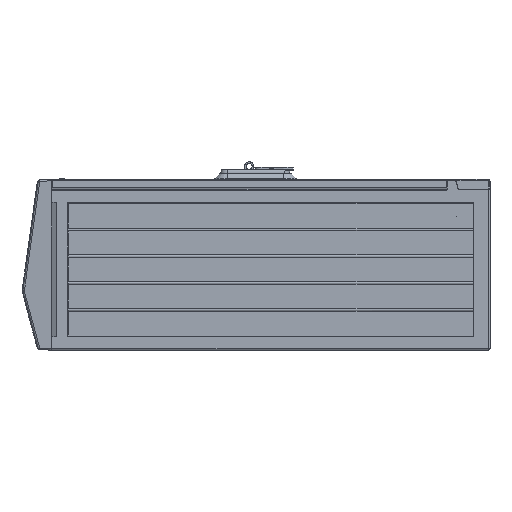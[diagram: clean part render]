
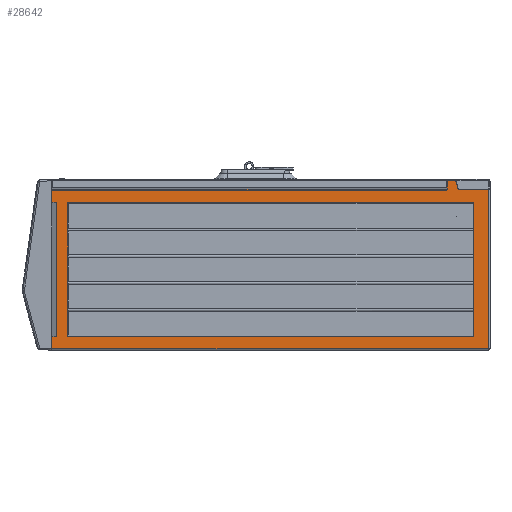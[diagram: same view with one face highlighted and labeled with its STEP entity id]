
A CAD part, left-side view. The second image highlights one B-rep face of the part: STEP entity #28642.
In plain terms, the highlighted planar face has unit normal (-1, 0, 0).
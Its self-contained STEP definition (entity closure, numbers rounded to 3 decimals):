
#13260=DIRECTION('',(0.,-1.,0.));
#13261=VECTOR('',#13260,54.741);
#13262=CARTESIAN_POINT('',(-30.,57.741,141.5));
#13263=LINE('',#13262,#13261);
#13282=DIRECTION('',(0.,0.259,0.966));
#13283=VECTOR('',#13282,13.745);
#13284=CARTESIAN_POINT('',(-30.,60.639,143.724));
#13285=LINE('',#13284,#13283);
#13289=CARTESIAN_POINT('',(-30.,57.741,144.5));
#13290=DIRECTION('',(1.,0.,0.));
#13291=DIRECTION('',(0.,0.,-1.));
#13292=AXIS2_PLACEMENT_3D('',#13289,#13290,#13291);
#13297=DIRECTION('',(0.,0.,-1.));
#13298=VECTOR('',#13297,22.);
#13299=CARTESIAN_POINT('',(-30.,820.,-135.));
#13300=LINE('',#13299,#13298);
#13304=DIRECTION('',(0.,-1.,0.));
#13305=VECTOR('',#13304,8.66);
#13306=CARTESIAN_POINT('',(-30.,820.,116.5));
#13307=LINE('',#13306,#13305);
#13311=DIRECTION('',(0.,0.,-1.));
#13312=VECTOR('',#13311,25.);
#13313=CARTESIAN_POINT('',(-30.,820.,141.5));
#13314=LINE('',#13313,#13312);
#13318=DIRECTION('',(0.,1.,0.));
#13319=VECTOR('',#13318,740.);
#13320=CARTESIAN_POINT('',(-30.,80.,141.5));
#13321=LINE('',#13320,#13319);
#13332=DIRECTION('',(0.,0.,-1.));
#13333=VECTOR('',#13332,298.5);
#13334=CARTESIAN_POINT('',(-30.,3.,141.5));
#13335=LINE('',#13334,#13333);
#13384=DIRECTION('',(0.,1.,0.));
#13385=VECTOR('',#13384,817.);
#13386=CARTESIAN_POINT('',(-30.,3.,-157.));
#13387=LINE('',#13386,#13385);
#13412=DIRECTION('',(0.,-1.,0.));
#13413=VECTOR('',#13412,8.66);
#13414=CARTESIAN_POINT('',(-30.,820.,-135.));
#13415=LINE('',#13414,#13413);
#13419=DIRECTION('',(0.,0.,1.));
#13420=VECTOR('',#13419,251.5);
#13421=CARTESIAN_POINT('',(-30.,811.34,-135.));
#13422=LINE('',#13421,#13420);
#14185=DIRECTION('',(0.,0.,1.));
#14186=VECTOR('',#14185,15.5);
#14187=CARTESIAN_POINT('',(-30.,80.,141.5));
#14188=LINE('',#14187,#14186);
#14236=DIRECTION('',(0.,-1.,0.));
#14237=VECTOR('',#14236,15.804);
#14238=CARTESIAN_POINT('',(-30.,80.,157.));
#14239=LINE('',#14238,#14237);
#20905=DIRECTION('',(0.,0.,1.));
#20906=VECTOR('',#20905,50.);
#20907=CARTESIAN_POINT('',(-30.,30.,15.75));
#20908=LINE('',#20907,#20906);
#20976=DIRECTION('',(0.,0.,-1.));
#20977=VECTOR('',#20976,50.);
#20978=CARTESIAN_POINT('',(-30.,790.,65.75));
#20979=LINE('',#20978,#20977);
#21028=CARTESIAN_POINT('',(-30.,30.,15.75));
#21047=DIRECTION('',(0.,0.,1.));
#21048=VECTOR('',#21047,50.);
#21049=CARTESIAN_POINT('',(-30.,30.,-34.25));
#21050=LINE('',#21049,#21048);
#21061=CARTESIAN_POINT('',(-30.,790.,-34.25));
#21099=CARTESIAN_POINT('',(-30.,30.,-34.25));
#21118=DIRECTION('',(0.,0.,1.));
#21119=VECTOR('',#21118,50.);
#21120=CARTESIAN_POINT('',(-30.,30.,-84.25));
#21121=LINE('',#21120,#21119);
#21170=CARTESIAN_POINT('',(-30.,30.,-84.25));
#21203=DIRECTION('',(0.,0.,-1.));
#21204=VECTOR('',#21203,50.75);
#21205=CARTESIAN_POINT('',(-30.,790.,-84.25));
#21206=LINE('',#21205,#21204);
#21210=DIRECTION('',(0.,-1.,0.));
#21211=VECTOR('',#21210,760.);
#21212=CARTESIAN_POINT('',(-30.,790.,-135.));
#21213=LINE('',#21212,#21211);
#21224=DIRECTION('',(0.,0.,1.));
#21225=VECTOR('',#21224,50.75);
#21226=CARTESIAN_POINT('',(-30.,30.,-135.));
#21227=LINE('',#21226,#21225);
#21231=DIRECTION('',(0.,0.,-1.));
#21232=VECTOR('',#21231,50.);
#21233=CARTESIAN_POINT('',(-30.,790.,-34.25));
#21234=LINE('',#21233,#21232);
#21238=DIRECTION('',(0.,0.,-1.));
#21239=VECTOR('',#21238,50.);
#21240=CARTESIAN_POINT('',(-30.,790.,15.75));
#21241=LINE('',#21240,#21239);
#21245=DIRECTION('',(0.,0.,-1.));
#21246=VECTOR('',#21245,50.75);
#21247=CARTESIAN_POINT('',(-30.,790.,116.5));
#21248=LINE('',#21247,#21246);
#21252=DIRECTION('',(0.,1.,0.));
#21253=VECTOR('',#21252,760.);
#21254=CARTESIAN_POINT('',(-30.,30.,116.5));
#21255=LINE('',#21254,#21253);
#21273=DIRECTION('',(0.,0.,1.));
#21274=VECTOR('',#21273,50.75);
#21275=CARTESIAN_POINT('',(-30.,30.,65.75));
#21276=LINE('',#21275,#21274);
#22224=CARTESIAN_POINT('',(-30.,790.,-135.));
#22225=CARTESIAN_POINT('',(-30.,30.,-135.));
#22226=VERTEX_POINT('',#22224);
#22227=VERTEX_POINT('',#22225);
#22352=CARTESIAN_POINT('',(-30.,30.,116.5));
#22353=CARTESIAN_POINT('',(-30.,790.,116.5));
#22354=VERTEX_POINT('',#22352);
#22355=VERTEX_POINT('',#22353);
#22403=CARTESIAN_POINT('',(-30.,80.,141.5));
#22405=VERTEX_POINT('',#22403);
#22655=CARTESIAN_POINT('',(-30.,820.,141.5));
#22656=VERTEX_POINT('',#22655);
#22760=VERTEX_POINT('',#21028);
#22761=VERTEX_POINT('',#21061);
#22771=CARTESIAN_POINT('',(-30.,60.639,143.724));
#22772=VERTEX_POINT('',#22771);
#22845=CARTESIAN_POINT('',(-30.,820.,-135.));
#22846=CARTESIAN_POINT('',(-30.,811.34,-135.));
#22847=VERTEX_POINT('',#22845);
#22848=VERTEX_POINT('',#22846);
#23003=VERTEX_POINT('',#21099);
#23014=CARTESIAN_POINT('',(-30.,811.34,116.5));
#23015=VERTEX_POINT('',#23014);
#23164=CARTESIAN_POINT('',(-30.,80.,157.));
#23165=CARTESIAN_POINT('',(-30.,64.196,157.));
#23166=VERTEX_POINT('',#23164);
#23167=VERTEX_POINT('',#23165);
#23236=VERTEX_POINT('',#21170);
#23319=CARTESIAN_POINT('',(-30.,3.,141.5));
#23320=CARTESIAN_POINT('',(-30.,3.,-157.));
#23321=VERTEX_POINT('',#23319);
#23322=VERTEX_POINT('',#23320);
#23364=CARTESIAN_POINT('',(-30.,57.741,141.5));
#23365=VERTEX_POINT('',#23364);
#23529=CARTESIAN_POINT('',(-30.,820.,116.5));
#23530=VERTEX_POINT('',#23529);
#23631=CARTESIAN_POINT('',(-30.,790.,65.75));
#23632=CARTESIAN_POINT('',(-30.,790.,15.75));
#23633=VERTEX_POINT('',#23631);
#23634=VERTEX_POINT('',#23632);
#23851=CARTESIAN_POINT('',(-30.,820.,-157.));
#23852=VERTEX_POINT('',#23851);
#23853=CARTESIAN_POINT('',(-30.,30.,65.75));
#23854=VERTEX_POINT('',#23853);
#23871=CARTESIAN_POINT('',(-30.,790.,-84.25));
#23872=VERTEX_POINT('',#23871);
#28587=CARTESIAN_POINT('',(-30.,0.,160.));
#28588=DIRECTION('',(-1.,0.,0.));
#28589=DIRECTION('',(0.,0.,-1.));
#28590=AXIS2_PLACEMENT_3D('',#28587,#28588,#28589);
#28591=PLANE('',#28590);
#28592=ORIENTED_EDGE('',*,*,#28526,.F.);
#28593=ORIENTED_EDGE('',*,*,#28552,.F.);
#28594=ORIENTED_EDGE('',*,*,#28570,.T.);
#28596=ORIENTED_EDGE('',*,*,#28595,.T.);
#28598=ORIENTED_EDGE('',*,*,#28597,.T.);
#28599=ORIENTED_EDGE('',*,*,#26334,.F.);
#28601=ORIENTED_EDGE('',*,*,#28600,.T.);
#28603=ORIENTED_EDGE('',*,*,#28602,.T.);
#28605=ORIENTED_EDGE('',*,*,#28604,.F.);
#28607=ORIENTED_EDGE('',*,*,#28606,.F.);
#28609=ORIENTED_EDGE('',*,*,#28608,.F.);
#28611=ORIENTED_EDGE('',*,*,#28610,.T.);
#28613=ORIENTED_EDGE('',*,*,#28612,.T.);
#28614=EDGE_LOOP('',(#28592,#28593,#28594,#28596,#28598,#28599,#28601,#28603,
#28605,#28607,#28609,#28611,#28613));
#28615=FACE_OUTER_BOUND('',#28614,.F.);
#28617=ORIENTED_EDGE('',*,*,#28616,.T.);
#28619=ORIENTED_EDGE('',*,*,#28618,.T.);
#28621=ORIENTED_EDGE('',*,*,#28620,.T.);
#28623=ORIENTED_EDGE('',*,*,#28622,.T.);
#28625=ORIENTED_EDGE('',*,*,#28624,.T.);
#28627=ORIENTED_EDGE('',*,*,#28626,.T.);
#28629=ORIENTED_EDGE('',*,*,#28628,.T.);
#28631=ORIENTED_EDGE('',*,*,#28630,.T.);
#28633=ORIENTED_EDGE('',*,*,#28632,.T.);
#28635=ORIENTED_EDGE('',*,*,#28634,.T.);
#28637=ORIENTED_EDGE('',*,*,#28636,.T.);
#28639=ORIENTED_EDGE('',*,*,#28638,.T.);
#28640=EDGE_LOOP('',(#28617,#28619,#28621,#28623,#28625,#28627,#28629,#28631,
#28633,#28635,#28637,#28639));
#28641=FACE_BOUND('',#28640,.F.);
#13293=CIRCLE('',#13292,3.);
#26334=EDGE_CURVE('',#22847,#23852,#13300,.T.);
#28526=EDGE_CURVE('',#22772,#23167,#13285,.T.);
#28552=EDGE_CURVE('',#23365,#22772,#13293,.T.);
#28570=EDGE_CURVE('',#23365,#23321,#13263,.T.);
#28595=EDGE_CURVE('',#23321,#23322,#13335,.T.);
#28597=EDGE_CURVE('',#23322,#23852,#13387,.T.);
#28600=EDGE_CURVE('',#22847,#22848,#13415,.T.);
#28602=EDGE_CURVE('',#22848,#23015,#13422,.T.);
#28604=EDGE_CURVE('',#23530,#23015,#13307,.T.);
#28606=EDGE_CURVE('',#22656,#23530,#13314,.T.);
#28608=EDGE_CURVE('',#22405,#22656,#13321,.T.);
#28610=EDGE_CURVE('',#22405,#23166,#14188,.T.);
#28612=EDGE_CURVE('',#23166,#23167,#14239,.T.);
#28616=EDGE_CURVE('',#22760,#23854,#20908,.T.);
#28618=EDGE_CURVE('',#23854,#22354,#21276,.T.);
#28620=EDGE_CURVE('',#22354,#22355,#21255,.T.);
#28622=EDGE_CURVE('',#22355,#23633,#21248,.T.);
#28624=EDGE_CURVE('',#23633,#23634,#20979,.T.);
#28626=EDGE_CURVE('',#23634,#22761,#21241,.T.);
#28628=EDGE_CURVE('',#22761,#23872,#21234,.T.);
#28630=EDGE_CURVE('',#23872,#22226,#21206,.T.);
#28632=EDGE_CURVE('',#22226,#22227,#21213,.T.);
#28634=EDGE_CURVE('',#22227,#23236,#21227,.T.);
#28636=EDGE_CURVE('',#23236,#23003,#21121,.T.);
#28638=EDGE_CURVE('',#23003,#22760,#21050,.T.);
#28642=ADVANCED_FACE('',(#28615,#28641),#28591,.T.);
